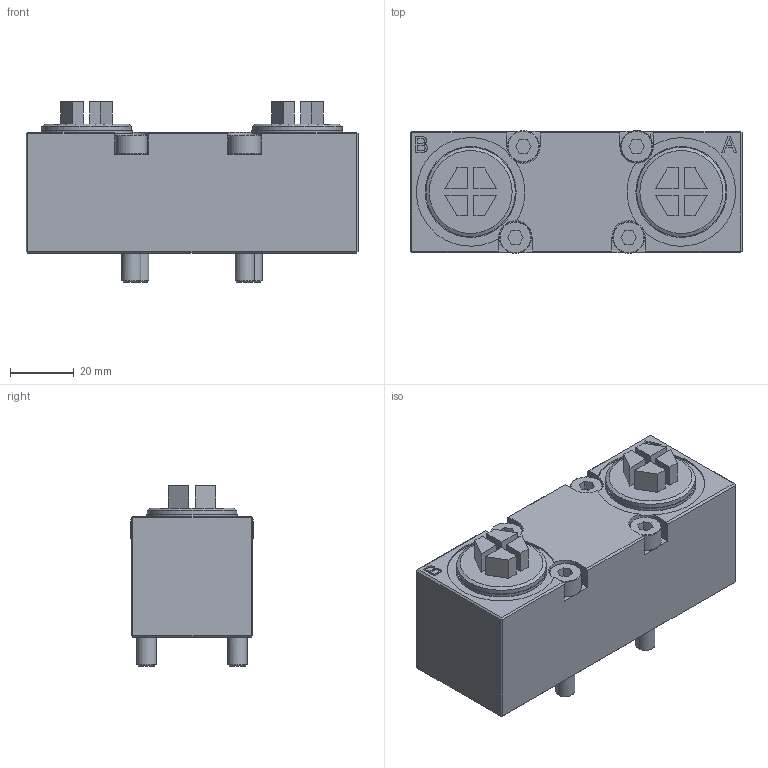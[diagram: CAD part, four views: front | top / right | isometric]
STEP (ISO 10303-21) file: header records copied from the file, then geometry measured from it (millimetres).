
FILE_DESCRIPTION(/* description */ ('Unknown'),/* implementation_level */ '2;1');
FILE_NAME(/* name */ 'AP-1030-300',/* time_stamp */ '2021-05-19T12:58:29+02:00',/* author */ ('Unknown'),/* organization */ ('Unknown'),/* preprocessor_version */ 'ST-DEVELOPER v16.7',/* originating_system */ 'Solid Edge',/* authorisation */ 'Unknown');
FILE_SCHEMA (('AUTOMOTIVE_DESIGN {1 0 10303 214 3 1 1}'));
Length unit declared in the file: millimetre
Products named in the file (8): AP-1030-300; AP-1030-B01-001_oa_0; XO-0008-022_oa_1; XO-0008-022_oa_2; WU-1506-040_oa_3; WU-1506-040_oa_4; WU-1506-040_oa_5; WU-1506-040_oa_6
Assembly tree (7 placements, depth 2):
  AP-1030-300
    AP-1030-B01-001_oa_0
    XO-0008-022_oa_1
    XO-0008-022_oa_2
    WU-1506-040_oa_3
    WU-1506-040_oa_4
    WU-1506-040_oa_5
    WU-1506-040_oa_6
Bounding box: 104 x 38.5 x 56.5 mm (x, y, z)
Volume: 45142.8 mm3; surface area: 42796.2 mm2
Topology: 9 solids, 9 shells, 264 faces, 628 edges, 407 vertices
Faces by surface type: plane 193, cylinder 38, cone 15, torus 12, bspline 6
Full cylindrical faces by diameter (mm): 6 x6, 6.3 x6, 10 x6, 17 x2, 18.631 x2, 22 x2, 28 x4, 28.5 x2
Entity records: 7503 total; most frequent: CARTESIAN_POINT 1535, DIRECTION 1186, ORIENTED_EDGE 1088, EDGE_CURVE 544, LINE 402, VECTOR 402, AXIS2_PLACEMENT_3D 392, VERTEX_POINT 382
